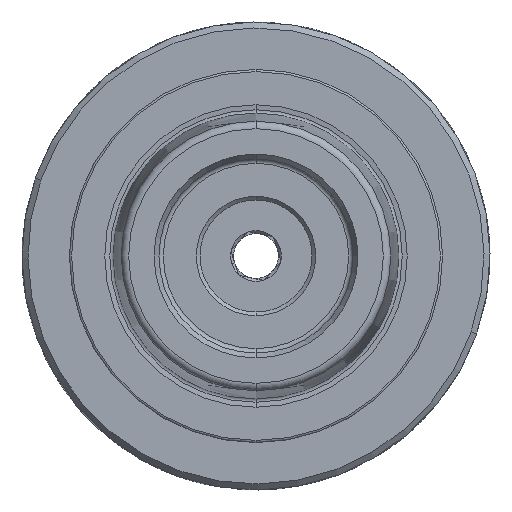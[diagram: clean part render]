
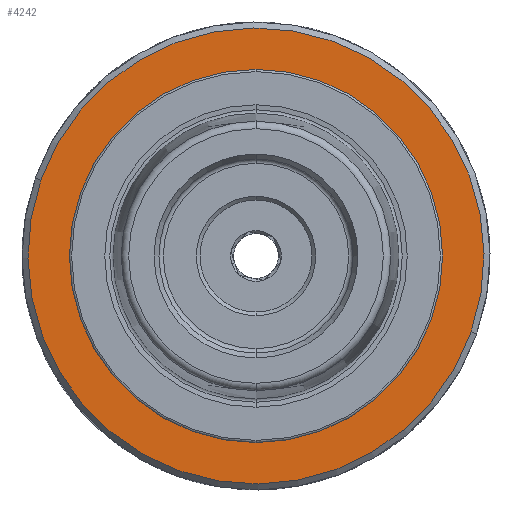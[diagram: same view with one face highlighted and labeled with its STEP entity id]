
A CAD part, left-side view. The second image highlights one B-rep face of the part: STEP entity #4242.
In plain terms, the highlighted planar face has unit normal (-1, 0, 0).
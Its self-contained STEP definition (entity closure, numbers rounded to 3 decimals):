
#27 = CARTESIAN_POINT ( 'NONE',  ( -25.5, 0., 0. ) ) ;
#353 = VERTEX_POINT ( 'NONE', #1186 ) ;
#521 = CIRCLE ( 'NONE', #3755, 24.25 ) ;
#555 = DIRECTION ( 'NONE',  ( 1., 0., 0. ) ) ;
#593 = DIRECTION ( 'NONE',  ( 0., 0., 1. ) ) ;
#599 = CARTESIAN_POINT ( 'NONE',  ( -25.5, 0., -24.25 ) ) ;
#658 = CARTESIAN_POINT ( 'NONE',  ( -25.5, 0., 24.25 ) ) ;
#675 = AXIS2_PLACEMENT_3D ( 'NONE', #1412, #1390, #1364 ) ;
#684 = FACE_BOUND ( 'NONE', #694, .T. ) ;
#692 = VERTEX_POINT ( 'NONE', #658 ) ;
#694 = EDGE_LOOP ( 'NONE', ( #1778, #2140 ) ) ;
#878 = VERTEX_POINT ( 'NONE', #599 ) ;
#1186 = CARTESIAN_POINT ( 'NONE',  ( -25.5, 0., 30.55 ) ) ;
#1225 = CIRCLE ( 'NONE', #3548, 30.55 ) ;
#1364 = DIRECTION ( 'NONE',  ( 0., 0., 1. ) ) ;
#1390 = DIRECTION ( 'NONE',  ( -1., 0., 0. ) ) ;
#1412 = CARTESIAN_POINT ( 'NONE',  ( -25.5, 0., 0. ) ) ;
#1418 = DIRECTION ( 'NONE',  ( -1., 0., 0. ) ) ;
#1618 = EDGE_LOOP ( 'NONE', ( #6617, #4018 ) ) ;
#1679 = DIRECTION ( 'NONE',  ( -1., 0., 0. ) ) ;
#1778 = ORIENTED_EDGE ( 'NONE', *, *, #1865, .F. ) ;
#1865 = EDGE_CURVE ( 'NONE', #692, #878, #3611, .T. ) ;
#2140 = ORIENTED_EDGE ( 'NONE', *, *, #4258, .F. ) ;
#2639 = AXIS2_PLACEMENT_3D ( 'NONE', #4395, #555, #4416 ) ;
#3431 = FACE_OUTER_BOUND ( 'NONE', #1618, .T. ) ;
#3548 = AXIS2_PLACEMENT_3D ( 'NONE', #27, #3904, #593 ) ;
#3611 = CIRCLE ( 'NONE', #675, 24.25 ) ;
#3755 = AXIS2_PLACEMENT_3D ( 'NONE', #4989, #1679, #5547 ) ;
#3904 = DIRECTION ( 'NONE',  ( -1., 0., 0. ) ) ;
#4018 = ORIENTED_EDGE ( 'NONE', *, *, #5733, .T. ) ;
#4242 = ADVANCED_FACE ( 'NONE', ( #684, #3431 ), #7155, .F. ) ;
#4258 = EDGE_CURVE ( 'NONE', #878, #692, #521, .T. ) ;
#4395 = CARTESIAN_POINT ( 'NONE',  ( -25.5, 24.25, 0. ) ) ;
#4416 = DIRECTION ( 'NONE',  ( 0., 0., -1. ) ) ;
#4729 = CARTESIAN_POINT ( 'NONE',  ( -25.5, 0., 0. ) ) ;
#4989 = CARTESIAN_POINT ( 'NONE',  ( -25.5, 0., 0. ) ) ;
#5203 = CIRCLE ( 'NONE', #6706, 30.55 ) ;
#5281 = DIRECTION ( 'NONE',  ( 0., 0., 1. ) ) ;
#5547 = DIRECTION ( 'NONE',  ( 0., 0., 1. ) ) ;
#5733 = EDGE_CURVE ( 'NONE', #353, #6256, #5203, .T. ) ;
#6256 = VERTEX_POINT ( 'NONE', #6810 ) ;
#6617 = ORIENTED_EDGE ( 'NONE', *, *, #6734, .T. ) ;
#6706 = AXIS2_PLACEMENT_3D ( 'NONE', #4729, #1418, #5281 ) ;
#6734 = EDGE_CURVE ( 'NONE', #6256, #353, #1225, .T. ) ;
#6810 = CARTESIAN_POINT ( 'NONE',  ( -25.5, 0., -30.55 ) ) ;
#7155 = PLANE ( 'NONE',  #2639 ) ;
